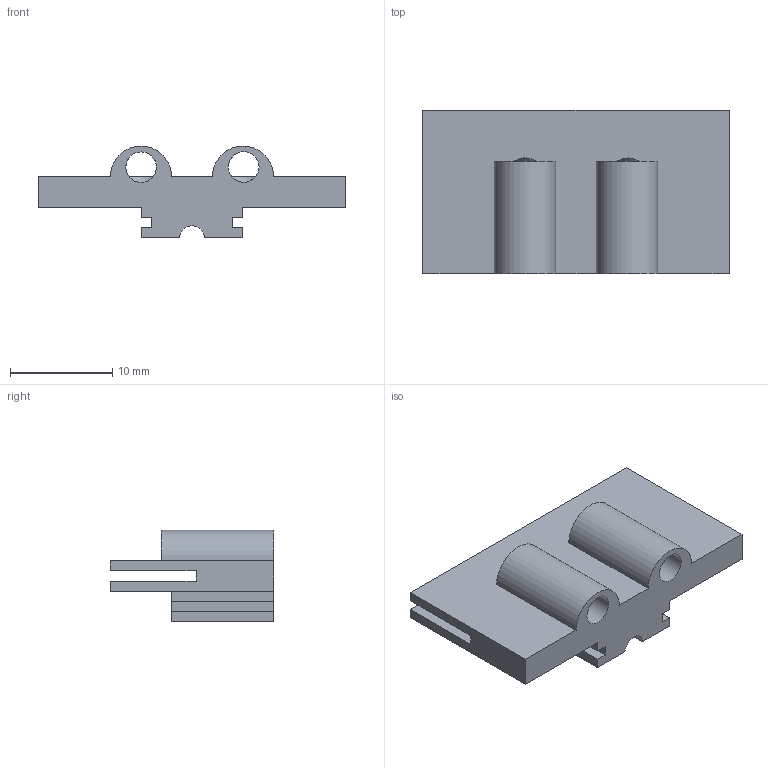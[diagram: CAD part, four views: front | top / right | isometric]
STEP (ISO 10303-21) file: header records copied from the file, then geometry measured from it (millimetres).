
FILE_DESCRIPTION(/* description */ (''),/* implementation_level */ '2;1');
FILE_NAME(/* name */ 'top_plate_clip_holder.step',/* time_stamp */ '2024-03-31T20:58:26-04:00',/* author */ (''),/* organization */ (''),/* preprocessor_version */ 'ST-DEVELOPER v20',/* originating_system */ 'Autodesk Translation Framework v12.20.1.177',/* authorisation */ '');
FILE_SCHEMA (('AUTOMOTIVE_DESIGN { 1 0 10303 214 3 1 1 }'));
Length unit declared in the file: millimetre
Products named in the file (1): FusionComponent
Bounding box: 30 x 16 x 9 mm (x, y, z)
Volume: 1590.8 mm3; surface area: 2201.6 mm2
Topology: 1 solids, 1 shells, 40 faces, 116 edges, 76 vertices
Faces by surface type: plane 29, cylinder 9, cone 2
Full cylindrical faces by diameter (mm): 3 x2
Entity records: 1349 total; most frequent: CARTESIAN_POINT 237, ORIENTED_EDGE 232, DIRECTION 218, EDGE_CURVE 116, LINE 92, VECTOR 92, VERTEX_POINT 76, AXIS2_PLACEMENT_3D 63
